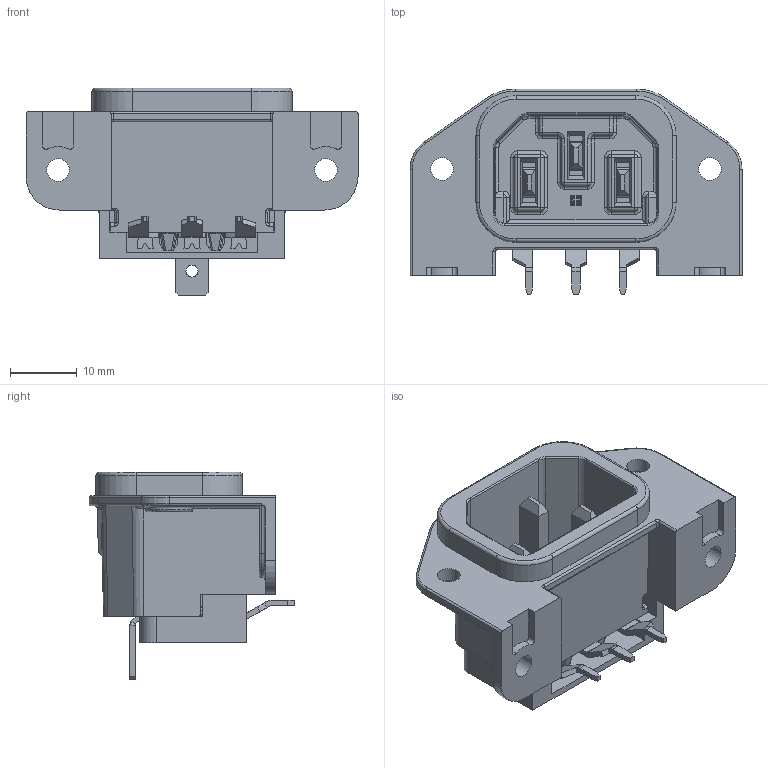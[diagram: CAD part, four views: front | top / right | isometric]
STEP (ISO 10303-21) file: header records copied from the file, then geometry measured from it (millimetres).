
FILE_DESCRIPTION(/* description */ (''),/* implementation_level */ '2;1');
FILE_NAME(/* name */ 'Schurter_GSP1_9113_1.step',/* time_stamp */ '2023-03-15T11:09:35-07:00',/* author */ (''),/* organization */ (''),/* preprocessor_version */ 'ST-DEVELOPER v19.2',/* originating_system */ 'Autodesk Translation Framework v11.17.0.187',/* authorisation */ '');
FILE_SCHEMA (('AUTOMOTIVE_DESIGN { 1 0 10303 214 3 1 1 }'));
Length unit declared in the file: millimetre
Products named in the file (2): e_0100.2040d007; Cover
Assembly tree (1 placements, depth 2):
  e_0100.2040d007
    Cover
Bounding box: 49.6 x 30.72 x 31 mm (x, y, z)
Volume: 7856.3 mm3; surface area: 9951 mm2
Topology: 2 solids, 2 shells, 817 faces, 2128 edges, 1316 vertices
Faces by surface type: plane 439, cylinder 236, torus 62, bspline 45, cone 24, sphere 11
Full cylindrical faces by diameter (mm): 1.8 x1, 3.4 x4, 3.45 x1, 4 x1, 7 x2
Entity records: 25538 total; most frequent: CARTESIAN_POINT 5324, ORIENTED_EDGE 4234, DIRECTION 4231, EDGE_CURVE 2117, LINE 1449, VECTOR 1449, AXIS2_PLACEMENT_3D 1391, VERTEX_POINT 1316
